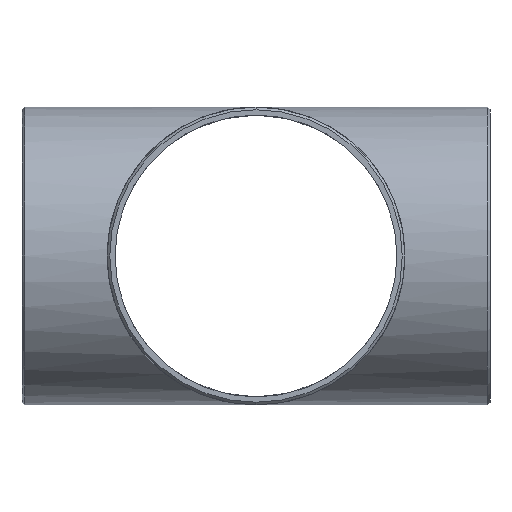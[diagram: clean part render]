
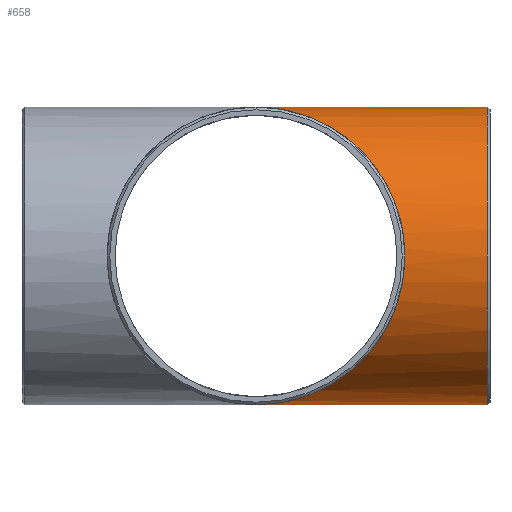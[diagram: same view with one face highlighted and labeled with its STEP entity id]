
A CAD part, left-side view. The second image highlights one B-rep face of the part: STEP entity #658.
In plain terms, the highlighted cylindrical face has radius 177.8 mm (diameter 355.6 mm), a partial arc.
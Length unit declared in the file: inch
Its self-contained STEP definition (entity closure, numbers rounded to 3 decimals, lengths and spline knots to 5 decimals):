
#6 = CARTESIAN_POINT ( 'NONE',  ( 0., 0., -7. ) ) ;
#19 = CARTESIAN_POINT ( 'NONE',  ( 0., 0., 7. ) ) ;
#25 = VERTEX_POINT ( 'NONE', #6 ) ;
#36 = ORIENTED_EDGE ( 'NONE', *, *, #260, .T. ) ;
#49 = LINE ( 'NONE', #297, #415 ) ;
#78 = AXIS2_PLACEMENT_3D ( 'NONE', #740, #745, #367 ) ;
#95 = ORIENTED_EDGE ( 'NONE', *, *, #451, .T. ) ;
#102 = CARTESIAN_POINT ( 'NONE',  ( 0., -10.875, 0. ) ) ;
#109 = CIRCLE ( 'NONE', #633, 7. ) ;
#112 = EDGE_LOOP ( 'NONE', ( #36, #95, #370, #248 ) ) ;
#120 = EDGE_CURVE ( 'NONE', #25, #707, #629, .T. ) ;
#155 = VERTEX_POINT ( 'NONE', #271 ) ;
#169 = DIRECTION ( 'NONE',  ( 0., 1., 0. ) ) ;
#184 = FACE_OUTER_BOUND ( 'NONE', #112, .T. ) ;
#196 = VECTOR ( 'NONE', #210, 39.37008 ) ;
#207 = CARTESIAN_POINT ( 'NONE',  ( 0., -11., 7. ) ) ;
#210 = DIRECTION ( 'NONE',  ( 0., 1., 0. ) ) ;
#248 = ORIENTED_EDGE ( 'NONE', *, *, #775, .F. ) ;
#260 = EDGE_CURVE ( 'NONE', #659, #155, #109, .T. ) ;
#271 = CARTESIAN_POINT ( 'NONE',  ( 0., -10.875, 7. ) ) ;
#297 = CARTESIAN_POINT ( 'NONE',  ( 0., -11., -7. ) ) ;
#342 = CARTESIAN_POINT ( 'NONE',  ( -14., -14., 7. ) ) ;
#367 = DIRECTION ( 'NONE',  ( 0., 0., -1. ) ) ;
#370 = ORIENTED_EDGE ( 'NONE', *, *, #120, .F. ) ;
#415 = VECTOR ( 'NONE', #787, 39.37008 ) ;
#451 = EDGE_CURVE ( 'NONE', #155, #707, #567, .T. ) ;
#473 = CARTESIAN_POINT ( 'NONE',  ( 0., 0., 7. ) ) ;
#567 = LINE ( 'NONE', #207, #196 ) ;
#570 = CARTESIAN_POINT ( 'NONE',  ( 0., 0., -7. ) ) ;
#608 = CYLINDRICAL_SURFACE ( 'NONE', #78, 7. ) ;
#629 =( BOUNDED_CURVE ( )  B_SPLINE_CURVE ( 3, ( #570, #706, #342, #19 ),
 .UNSPECIFIED., .F., .T. ) 
 B_SPLINE_CURVE_WITH_KNOTS ( ( 4, 4 ),
 ( 4.71239, 7.85398 ),
 .UNSPECIFIED. ) 
 CURVE ( )  GEOMETRIC_REPRESENTATION_ITEM ( )  RATIONAL_B_SPLINE_CURVE ( ( 1., 0.333, 0.333, 1. ) ) 
 REPRESENTATION_ITEM ( '' )  );
#633 = AXIS2_PLACEMENT_3D ( 'NONE', #102, #169, #792 ) ;
#658 = ADVANCED_FACE ( 'NONE', ( #184 ), #608, .T. ) ;
#659 = VERTEX_POINT ( 'NONE', #660 ) ;
#660 = CARTESIAN_POINT ( 'NONE',  ( 0., -10.875, -7. ) ) ;
#706 = CARTESIAN_POINT ( 'NONE',  ( -14., -14., -7. ) ) ;
#707 = VERTEX_POINT ( 'NONE', #473 ) ;
#740 = CARTESIAN_POINT ( 'NONE',  ( 0., -11., 0. ) ) ;
#745 = DIRECTION ( 'NONE',  ( 0., 1., 0. ) ) ;
#775 = EDGE_CURVE ( 'NONE', #659, #25, #49, .T. ) ;
#787 = DIRECTION ( 'NONE',  ( 0., 1., 0. ) ) ;
#792 = DIRECTION ( 'NONE',  ( 0., 0., -1. ) ) ;
